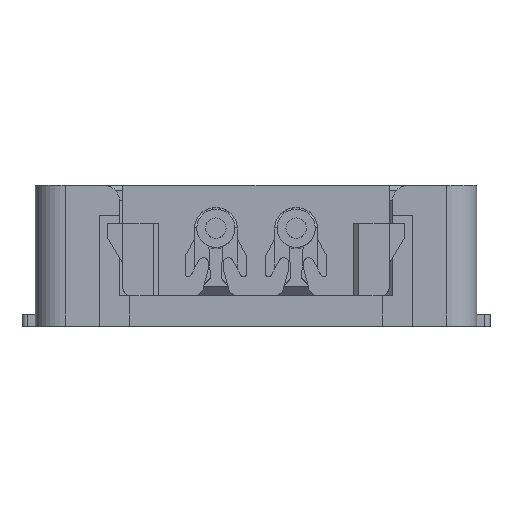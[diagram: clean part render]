
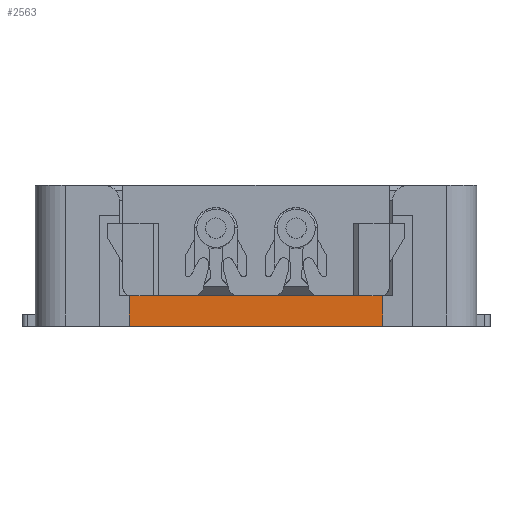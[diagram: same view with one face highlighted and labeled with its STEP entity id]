
A CAD part, top view. The second image highlights one B-rep face of the part: STEP entity #2563.
In plain terms, the highlighted face is planar.
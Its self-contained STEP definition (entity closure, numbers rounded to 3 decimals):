
#504 = LINE ( 'NONE', #11508, #4563 ) ;
#1276 = DIRECTION ( 'NONE',  ( 1., 0., 0. ) ) ;
#1938 = CARTESIAN_POINT ( 'NONE',  ( -1.26, -1.425, 0. ) ) ;
#2165 = AXIS2_PLACEMENT_3D ( 'NONE', #4045, #8476, #11653 ) ;
#2563 = ADVANCED_FACE ( 'NONE', ( #12587 ), #19274, .T. ) ;
#2627 = CARTESIAN_POINT ( 'NONE',  ( 0., -1.425, -1.4 ) ) ;
#2704 = VERTEX_POINT ( 'NONE', #4652 ) ;
#3432 = CARTESIAN_POINT ( 'NONE',  ( -1.26, -1.425, -1.1 ) ) ;
#4045 = CARTESIAN_POINT ( 'NONE',  ( -1.9, -1.425, 0. ) ) ;
#4563 = VECTOR ( 'NONE', #8462, 1000. ) ;
#4652 = CARTESIAN_POINT ( 'NONE',  ( -1.26, -1.425, -1.4 ) ) ;
#4913 = LINE ( 'NONE', #1938, #14924 ) ;
#5951 = EDGE_CURVE ( 'NONE', #2704, #12728, #15761, .T. ) ;
#6865 = EDGE_CURVE ( 'NONE', #14470, #8932, #13732, .T. ) ;
#7396 = ORIENTED_EDGE ( 'NONE', *, *, #16511, .T. ) ;
#8462 = DIRECTION ( 'NONE',  ( 0., 0., 1. ) ) ;
#8476 = DIRECTION ( 'NONE',  ( 0., -1., 0. ) ) ;
#8932 = VERTEX_POINT ( 'NONE', #3432 ) ;
#10512 = CARTESIAN_POINT ( 'NONE',  ( -1.9, -1.425, -1.1 ) ) ;
#11508 = CARTESIAN_POINT ( 'NONE',  ( 1.26, -1.425, -1.1 ) ) ;
#11589 = EDGE_LOOP ( 'NONE', ( #13627, #7396, #17286, #17069 ) ) ;
#11653 = DIRECTION ( 'NONE',  ( 0., 0., -1. ) ) ;
#12096 = DIRECTION ( 'NONE',  ( -1., 0., 0. ) ) ;
#12587 = FACE_OUTER_BOUND ( 'NONE', #11589, .T. ) ;
#12728 = VERTEX_POINT ( 'NONE', #14233 ) ;
#13503 = VECTOR ( 'NONE', #12096, 1000. ) ;
#13627 = ORIENTED_EDGE ( 'NONE', *, *, #6865, .T. ) ;
#13732 = LINE ( 'NONE', #10512, #13503 ) ;
#14233 = CARTESIAN_POINT ( 'NONE',  ( 1.26, -1.425, -1.4 ) ) ;
#14299 = CARTESIAN_POINT ( 'NONE',  ( 1.26, -1.425, -1.1 ) ) ;
#14470 = VERTEX_POINT ( 'NONE', #14299 ) ;
#14924 = VECTOR ( 'NONE', #18555, 1000. ) ;
#15506 = VECTOR ( 'NONE', #1276, 1000. ) ;
#15761 = LINE ( 'NONE', #2627, #15506 ) ;
#16014 = EDGE_CURVE ( 'NONE', #12728, #14470, #504, .T. ) ;
#16511 = EDGE_CURVE ( 'NONE', #8932, #2704, #4913, .T. ) ;
#17069 = ORIENTED_EDGE ( 'NONE', *, *, #16014, .T. ) ;
#17286 = ORIENTED_EDGE ( 'NONE', *, *, #5951, .T. ) ;
#18555 = DIRECTION ( 'NONE',  ( 0., 0., -1. ) ) ;
#19274 = PLANE ( 'NONE',  #2165 ) ;
